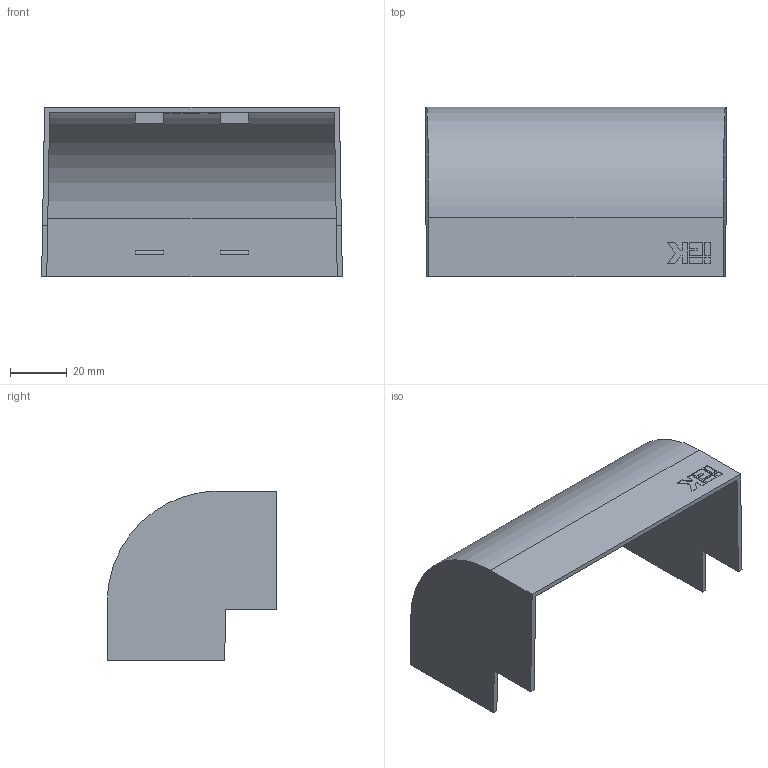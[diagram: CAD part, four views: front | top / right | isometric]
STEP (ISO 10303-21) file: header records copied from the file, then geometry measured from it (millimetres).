
FILE_DESCRIPTION (( 'STEP AP214' ), '1' );
FILE_NAME ('CKMP10D-N-100-040-K01 Âíåøíèé óãîë ÊÌÍ 100õ40 (2 øò._êîìï.).STEP', '2016-06-20T06:23:46', ( '' ), ( '' ), 'SwSTEP 2.0', 'SolidWorks 2014', '' );
FILE_SCHEMA (( 'AUTOMOTIVE_DESIGN' ));
Length unit declared in the file: millimetre
Products named in the file (1): CKMP10D-N-100-040-K01 Âíåøíèé óãîë ÊÌÍ 100õ40 (2 øò._êîìï.)
Bounding box: 105.63 x 59.6 x 59.6 mm (x, y, z)
Volume: 28892.6 mm3; surface area: 33146.3 mm2
Topology: 1 solids, 1 shells, 260 faces, 711 edges, 474 vertices
Faces by surface type: plane 161, bspline 93, cylinder 6
Entity records: 10831 total; most frequent: CARTESIAN_POINT 4859, ORIENTED_EDGE 1422, DIRECTION 857, EDGE_CURVE 711, VECTOR 513, LINE 513, VERTEX_POINT 474, EDGE_LOOP 281
